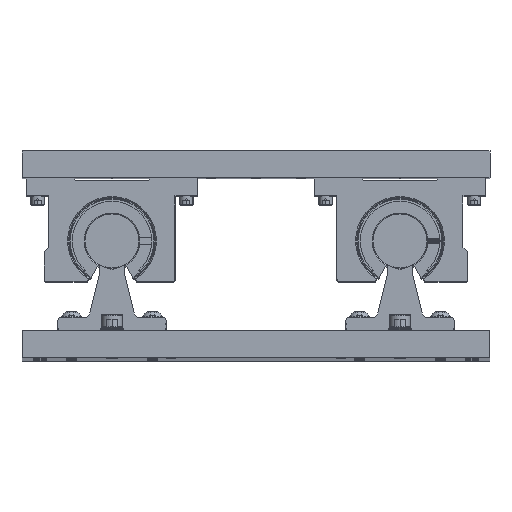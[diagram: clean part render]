
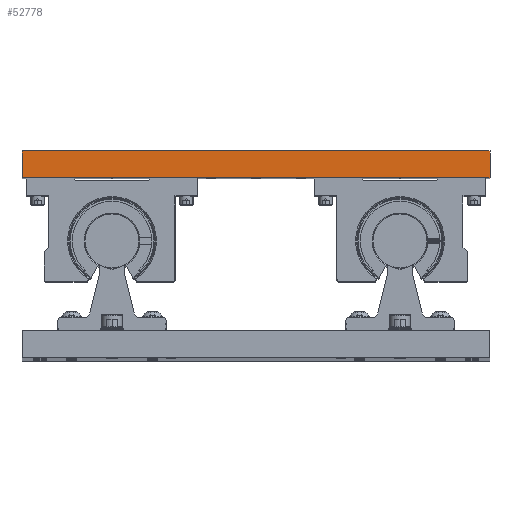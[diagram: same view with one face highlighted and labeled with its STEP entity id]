
A CAD part, top view. The second image highlights one B-rep face of the part: STEP entity #52778.
In plain terms, the highlighted planar face has unit normal (0, 0, 1).
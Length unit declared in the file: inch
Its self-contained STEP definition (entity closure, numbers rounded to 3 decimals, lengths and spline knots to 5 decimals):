
#71 = CARTESIAN_POINT ( 'NONE',  ( 6.5, 4.25, -0.5 ) ) ;
#5449 = DIRECTION ( 'NONE',  ( 0., 0., -1. ) ) ;
#10043 = VERTEX_POINT ( 'NONE', #68849 ) ;
#16599 = CARTESIAN_POINT ( 'NONE',  ( -6.5, 5., -0.5 ) ) ;
#16795 = ORIENTED_EDGE ( 'NONE', *, *, #51884, .F. ) ;
#18554 = ORIENTED_EDGE ( 'NONE', *, *, #108750, .F. ) ;
#19353 = DIRECTION ( 'NONE',  ( 0., -1., 0. ) ) ;
#24781 = CARTESIAN_POINT ( 'NONE',  ( -6.5, 4.25, -0.5 ) ) ;
#25350 = ORIENTED_EDGE ( 'NONE', *, *, #118548, .T. ) ;
#27519 = VECTOR ( 'NONE', #95700, 39.37008 ) ;
#28421 = CARTESIAN_POINT ( 'NONE',  ( -6.5, 5., -0.5 ) ) ;
#29359 = LINE ( 'NONE', #109661, #56770 ) ;
#41017 = EDGE_CURVE ( 'NONE', #68974, #75925, #96278, .T. ) ;
#41849 = VECTOR ( 'NONE', #79806, 39.37008 ) ;
#45106 = DIRECTION ( 'NONE',  ( -1., 0., 0. ) ) ;
#46293 = CARTESIAN_POINT ( 'NONE',  ( -6.5, 4.25, -0.5 ) ) ;
#51884 = EDGE_CURVE ( 'NONE', #10043, #75925, #29359, .T. ) ;
#52778 = ADVANCED_FACE ( 'NONE', ( #115492 ), #83915, .F. ) ;
#56770 = VECTOR ( 'NONE', #19353, 39.37008 ) ;
#68849 = CARTESIAN_POINT ( 'NONE',  ( 6.5, 5., -0.5 ) ) ;
#68974 = VERTEX_POINT ( 'NONE', #24781 ) ;
#70686 = ORIENTED_EDGE ( 'NONE', *, *, #41017, .T. ) ;
#71441 = AXIS2_PLACEMENT_3D ( 'NONE', #114862, #5449, #45106 ) ;
#75653 = EDGE_LOOP ( 'NONE', ( #70686, #16795, #18554, #25350 ) ) ;
#75925 = VERTEX_POINT ( 'NONE', #71 ) ;
#79806 = DIRECTION ( 'NONE',  ( 1., 0., 0. ) ) ;
#81933 = CARTESIAN_POINT ( 'NONE',  ( -6.5, 5., -0.5 ) ) ;
#83915 = PLANE ( 'NONE',  #71441 ) ;
#94068 = VECTOR ( 'NONE', #119894, 39.37008 ) ;
#95700 = DIRECTION ( 'NONE',  ( 1., 0., 0. ) ) ;
#96278 = LINE ( 'NONE', #46293, #41849 ) ;
#106913 = LINE ( 'NONE', #16599, #27519 ) ;
#108750 = EDGE_CURVE ( 'NONE', #115033, #10043, #106913, .T. ) ;
#109661 = CARTESIAN_POINT ( 'NONE',  ( 6.5, 5., -0.5 ) ) ;
#114862 = CARTESIAN_POINT ( 'NONE',  ( -6.5, 5., -0.5 ) ) ;
#115033 = VERTEX_POINT ( 'NONE', #81933 ) ;
#115492 = FACE_OUTER_BOUND ( 'NONE', #75653, .T. ) ;
#118548 = EDGE_CURVE ( 'NONE', #115033, #68974, #127123, .T. ) ;
#119894 = DIRECTION ( 'NONE',  ( 0., -1., 0. ) ) ;
#127123 = LINE ( 'NONE', #28421, #94068 ) ;
